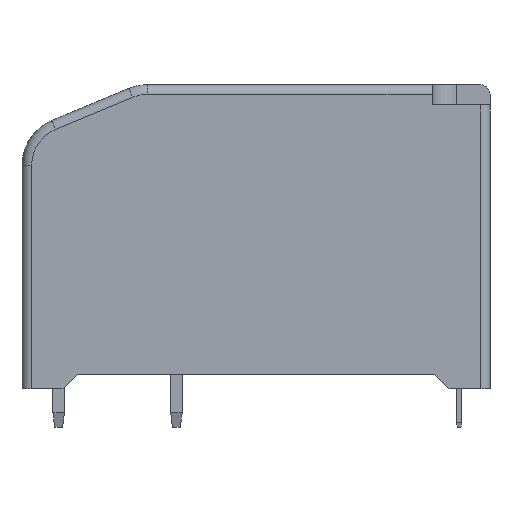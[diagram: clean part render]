
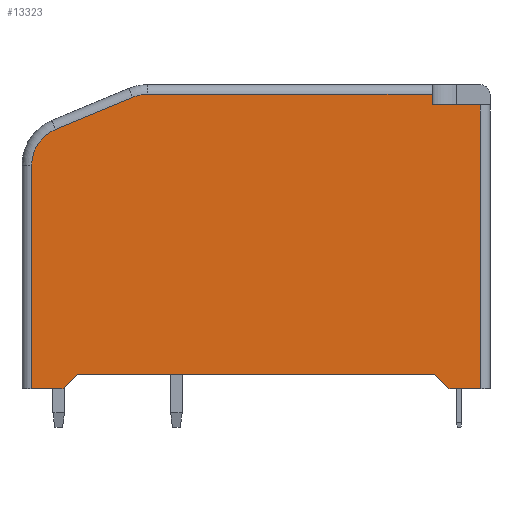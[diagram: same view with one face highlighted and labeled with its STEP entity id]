
A CAD part, front view. The second image highlights one B-rep face of the part: STEP entity #13323.
In plain terms, the highlighted planar face has unit normal (0, -1, 0).
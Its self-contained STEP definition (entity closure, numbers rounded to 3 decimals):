
#3566 = DIRECTION ( 'NONE',  ( 1., 0., 0. ) ) ;
#3573 = PLANE ( 'NONE',  #4792 ) ;
#3574 = DIRECTION ( 'NONE',  ( 0., -1., 0. ) ) ;
#3577 = CARTESIAN_POINT ( 'NONE',  ( -24.25, -13., -30. ) ) ;
#3765 = EDGE_LOOP ( 'NONE', ( #28166, #7119, #7175, #7061, #7209, #7199, #7056, #7156, #7155, #7154, #7143, #7186, #7160 ) ) ;
#4792 = AXIS2_PLACEMENT_3D ( 'NONE', #3577, #3574, #3566 ) ;
#7056 = ORIENTED_EDGE ( 'NONE', *, *, #26700, .T. ) ;
#7061 = ORIENTED_EDGE ( 'NONE', *, *, #26673, .T. ) ;
#7119 = ORIENTED_EDGE ( 'NONE', *, *, #26706, .T. ) ;
#7143 = ORIENTED_EDGE ( 'NONE', *, *, #26721, .T. ) ;
#7154 = ORIENTED_EDGE ( 'NONE', *, *, #26711, .F. ) ;
#7155 = ORIENTED_EDGE ( 'NONE', *, *, #26744, .T. ) ;
#7156 = ORIENTED_EDGE ( 'NONE', *, *, #26731, .T. ) ;
#7160 = ORIENTED_EDGE ( 'NONE', *, *, #26746, .T. ) ;
#7175 = ORIENTED_EDGE ( 'NONE', *, *, #26737, .F. ) ;
#7186 = ORIENTED_EDGE ( 'NONE', *, *, #26739, .F. ) ;
#7199 = ORIENTED_EDGE ( 'NONE', *, *, #26628, .T. ) ;
#7209 = ORIENTED_EDGE ( 'NONE', *, *, #26710, .T. ) ;
#7668 = FACE_OUTER_BOUND ( 'NONE', #3765, .T. ) ;
#9757 = CARTESIAN_POINT ( 'NONE',  ( 11.25, -13., -29. ) ) ;
#9763 = CARTESIAN_POINT ( 'NONE',  ( 23.25, -13., 1.5 ) ) ;
#9774 = CARTESIAN_POINT ( 'NONE',  ( 23.25, -13., -21.667 ) ) ;
#9776 = CARTESIAN_POINT ( 'NONE',  ( -18.5, -13., 0. ) ) ;
#9778 = CARTESIAN_POINT ( 'NONE',  ( -23.25, -13., 1.5 ) ) ;
#9780 = CARTESIAN_POINT ( 'NONE',  ( -18.25, -13., -27.9 ) ) ;
#9783 = CARTESIAN_POINT ( 'NONE',  ( -18.25, -13., -29. ) ) ;
#9787 = CARTESIAN_POINT ( 'NONE',  ( 18.5, -13., 0. ) ) ;
#9789 = CARTESIAN_POINT ( 'NONE',  ( -23.25, -13., -27.9 ) ) ;
#9795 = CARTESIAN_POINT ( 'NONE',  ( -20., -13., 1.5 ) ) ;
#9804 = CARTESIAN_POINT ( 'NONE',  ( 12.788, -13., -28.692 ) ) ;
#9805 = CARTESIAN_POINT ( 'NONE',  ( 20., -13., 1.5 ) ) ;
#9837 = CARTESIAN_POINT ( 'NONE',  ( 20.788, -13., -25.359 ) ) ;
#10179 = AXIS2_PLACEMENT_3D ( 'NONE', #23033, #23037, #23059 ) ;
#10225 = AXIS2_PLACEMENT_3D ( 'NONE', #18422, #18424, #18441 ) ;
#13323 = ADVANCED_FACE ( 'NONE', ( #7668 ), #3573, .T. ) ;
#18299 = DIRECTION ( 'NONE',  ( 0., 0., -1. ) ) ;
#18329 = CARTESIAN_POINT ( 'NONE',  ( -18.25, -13., -27.9 ) ) ;
#18340 = CARTESIAN_POINT ( 'NONE',  ( -23.25, -13., -30. ) ) ;
#18349 = DIRECTION ( 'NONE',  ( 0., 0., -1. ) ) ;
#18354 = DIRECTION ( 'NONE',  ( 1., 0., 0. ) ) ;
#18369 = DIRECTION ( 'NONE',  ( 0.923, 0., 0.385 ) ) ;
#18372 = CARTESIAN_POINT ( 'NONE',  ( -19.235, -13., -42.036 ) ) ;
#18373 = CARTESIAN_POINT ( 'NONE',  ( -24.25, -13., 1.5 ) ) ;
#18379 = CARTESIAN_POINT ( 'NONE',  ( 11.25, -13., -29. ) ) ;
#18385 = DIRECTION ( 'NONE',  ( -0.707, 0., -0.707 ) ) ;
#18387 = DIRECTION ( 'NONE',  ( 1., 0., 0. ) ) ;
#18389 = DIRECTION ( 'NONE',  ( 1., 0., 0. ) ) ;
#18394 = CARTESIAN_POINT ( 'NONE',  ( 18.5, -13., 0. ) ) ;
#18407 = CARTESIAN_POINT ( 'NONE',  ( 20., -13., 1.5 ) ) ;
#18422 = CARTESIAN_POINT ( 'NONE',  ( 19.25, -13., -21.667 ) ) ;
#18424 = DIRECTION ( 'NONE',  ( 0., -1., 0. ) ) ;
#18429 = CARTESIAN_POINT ( 'NONE',  ( 23.25, -13., -30. ) ) ;
#18430 = DIRECTION ( 'NONE',  ( 0., 0., 1. ) ) ;
#18431 = CARTESIAN_POINT ( 'NONE',  ( -18.5, -13., 0. ) ) ;
#18441 = DIRECTION ( 'NONE',  ( 1., 0., 0. ) ) ;
#18455 = DIRECTION ( 'NONE',  ( -1., 0., 0. ) ) ;
#18456 = CARTESIAN_POINT ( 'NONE',  ( -20., -13., 0. ) ) ;
#18457 = CARTESIAN_POINT ( 'NONE',  ( -24.25, -13., -27.9 ) ) ;
#18458 = DIRECTION ( 'NONE',  ( 1., 0., 0. ) ) ;
#18480 = DIRECTION ( 'NONE',  ( -0.707, 0., 0.707 ) ) ;
#23033 = CARTESIAN_POINT ( 'NONE',  ( 11.25, -13., -25. ) ) ;
#23037 = DIRECTION ( 'NONE',  ( 0., -1., 0. ) ) ;
#23059 = DIRECTION ( 'NONE',  ( 1., 0., 0. ) ) ;
#24189 = VERTEX_POINT ( 'NONE', #9787 ) ;
#24191 = VERTEX_POINT ( 'NONE', #9778 ) ;
#24192 = VERTEX_POINT ( 'NONE', #9789 ) ;
#24196 = VERTEX_POINT ( 'NONE', #9805 ) ;
#24201 = VERTEX_POINT ( 'NONE', #9776 ) ;
#24204 = VERTEX_POINT ( 'NONE', #9763 ) ;
#24206 = VERTEX_POINT ( 'NONE', #9757 ) ;
#24207 = VERTEX_POINT ( 'NONE', #9780 ) ;
#24213 = VERTEX_POINT ( 'NONE', #9795 ) ;
#24217 = VERTEX_POINT ( 'NONE', #9804 ) ;
#24252 = VERTEX_POINT ( 'NONE', #9774 ) ;
#24273 = VERTEX_POINT ( 'NONE', #9783 ) ;
#24274 = VERTEX_POINT ( 'NONE', #9837 ) ;
#26628 = EDGE_CURVE ( 'NONE', #24206, #24217, #27796, .T. ) ;
#26673 = EDGE_CURVE ( 'NONE', #24207, #24273, #27893, .T. ) ;
#26690 = EDGE_CURVE ( 'NONE', #24191, #24213, #27921, .T. ) ;
#26700 = EDGE_CURVE ( 'NONE', #24217, #24274, #27896, .T. ) ;
#26706 = EDGE_CURVE ( 'NONE', #24191, #24192, #27987, .T. ) ;
#26710 = EDGE_CURVE ( 'NONE', #24273, #24206, #27989, .T. ) ;
#26711 = EDGE_CURVE ( 'NONE', #24196, #24204, #28006, .T. ) ;
#26721 = EDGE_CURVE ( 'NONE', #24196, #24189, #27948, .T. ) ;
#26731 = EDGE_CURVE ( 'NONE', #24274, #24252, #27954, .T. ) ;
#26737 = EDGE_CURVE ( 'NONE', #24207, #24192, #28044, .T. ) ;
#26739 = EDGE_CURVE ( 'NONE', #24201, #24189, #28045, .T. ) ;
#26744 = EDGE_CURVE ( 'NONE', #24252, #24204, #28018, .T. ) ;
#26746 = EDGE_CURVE ( 'NONE', #24201, #24213, #28013, .T. ) ;
#27796 = CIRCLE ( 'NONE', #10179, 4. ) ;
#27888 = VECTOR ( 'NONE', #18369, 1000. ) ;
#27893 = LINE ( 'NONE', #18329, #27903 ) ;
#27896 = LINE ( 'NONE', #18372, #27888 ) ;
#27903 = VECTOR ( 'NONE', #18299, 1000. ) ;
#27921 = LINE ( 'NONE', #18373, #27923 ) ;
#27923 = VECTOR ( 'NONE', #18354, 1000. ) ;
#27948 = LINE ( 'NONE', #18394, #27988 ) ;
#27949 = VECTOR ( 'NONE', #18349, 1000. ) ;
#27954 = CIRCLE ( 'NONE', #10225, 4. ) ;
#27963 = VECTOR ( 'NONE', #18387, 1000. ) ;
#27964 = VECTOR ( 'NONE', #18389, 1000. ) ;
#27987 = LINE ( 'NONE', #18340, #27949 ) ;
#27988 = VECTOR ( 'NONE', #18385, 1000. ) ;
#27989 = LINE ( 'NONE', #18379, #27963 ) ;
#28006 = LINE ( 'NONE', #18407, #27964 ) ;
#28013 = LINE ( 'NONE', #18431, #28024 ) ;
#28018 = LINE ( 'NONE', #18429, #28041 ) ;
#28024 = VECTOR ( 'NONE', #18480, 1000. ) ;
#28041 = VECTOR ( 'NONE', #18430, 1000. ) ;
#28044 = LINE ( 'NONE', #18457, #28049 ) ;
#28045 = LINE ( 'NONE', #18456, #28046 ) ;
#28046 = VECTOR ( 'NONE', #18458, 1000. ) ;
#28049 = VECTOR ( 'NONE', #18455, 1000. ) ;
#28166 = ORIENTED_EDGE ( 'NONE', *, *, #26690, .F. ) ;
